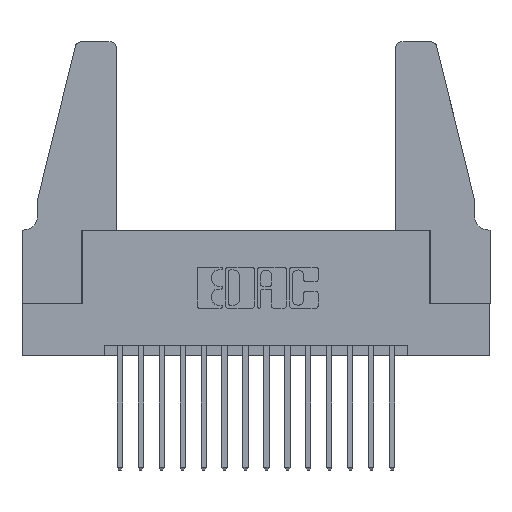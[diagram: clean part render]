
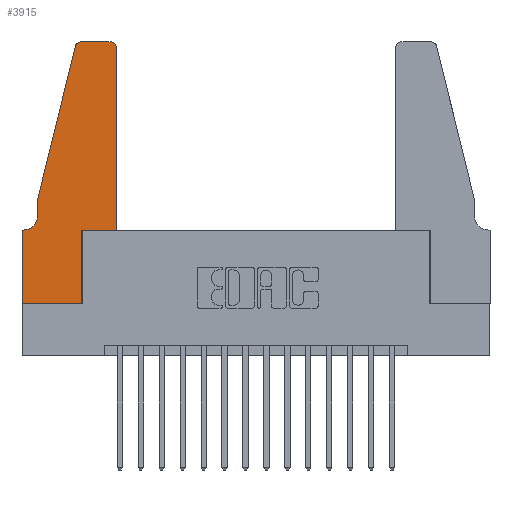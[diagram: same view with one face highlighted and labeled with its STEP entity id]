
A CAD part, top view. The second image highlights one B-rep face of the part: STEP entity #3915.
In plain terms, the highlighted planar face has unit normal (0, 0, 1).
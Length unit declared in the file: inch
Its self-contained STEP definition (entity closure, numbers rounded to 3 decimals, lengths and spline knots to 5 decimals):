
#250 = LINE ( 'NONE', #15082, #2894 ) ;
#262 = EDGE_CURVE ( 'NONE', #6755, #12821, #3700, .T. ) ;
#501 = AXIS2_PLACEMENT_3D ( 'NONE', #12112, #13484, #10721 ) ;
#542 = VERTEX_POINT ( 'NONE', #12118 ) ;
#603 = DIRECTION ( 'NONE',  ( 0., -1., 0. ) ) ;
#819 = EDGE_LOOP ( 'NONE', ( #14633, #15286, #5579, #2589, #4684, #16051, #3650, #6658, #7730, #1426, #15395, #838 ) ) ;
#826 = CARTESIAN_POINT ( 'NONE',  ( 0.0755, 0.5, 0.37 ) ) ;
#838 = ORIENTED_EDGE ( 'NONE', *, *, #16453, .T. ) ;
#1102 = DIRECTION ( 'NONE',  ( 0., 0., -1. ) ) ;
#1220 = DIRECTION ( 'NONE',  ( -1., 0., 0. ) ) ;
#1314 = CARTESIAN_POINT ( 'NONE',  ( 0.0755, 0.42, 0.37 ) ) ;
#1426 = ORIENTED_EDGE ( 'NONE', *, *, #7837, .T. ) ;
#1535 = EDGE_CURVE ( 'NONE', #2657, #2962, #12301, .T. ) ;
#1653 = CARTESIAN_POINT ( 'NONE',  ( 0.2865, 0.35, 0.37 ) ) ;
#1735 = CARTESIAN_POINT ( 'NONE',  ( 0.2865, 0., 0.37 ) ) ;
#1745 = VECTOR ( 'NONE', #12742, 39.37008 ) ;
#1826 = CARTESIAN_POINT ( 'NONE',  ( 0.25487, 1.22718, 0.37 ) ) ;
#1879 = CARTESIAN_POINT ( 'NONE',  ( 0.284, 1.22, 0.37 ) ) ;
#2073 = LINE ( 'NONE', #8279, #15578 ) ;
#2589 = ORIENTED_EDGE ( 'NONE', *, *, #3858, .T. ) ;
#2657 = VERTEX_POINT ( 'NONE', #9932 ) ;
#2671 = CARTESIAN_POINT ( 'NONE',  ( 0.2865, 0.35, 0.37 ) ) ;
#2728 = VERTEX_POINT ( 'NONE', #13679 ) ;
#2894 = VECTOR ( 'NONE', #16308, 39.37008 ) ;
#2962 = VERTEX_POINT ( 'NONE', #4244 ) ;
#3521 = DIRECTION ( 'NONE',  ( 1., 0., 0. ) ) ;
#3549 = CIRCLE ( 'NONE', #13932, 0.03 ) ;
#3650 = ORIENTED_EDGE ( 'NONE', *, *, #1535, .T. ) ;
#3700 = LINE ( 'NONE', #1653, #16822 ) ;
#3858 = EDGE_CURVE ( 'NONE', #12405, #4620, #9315, .T. ) ;
#3915 = ADVANCED_FACE ( 'NONE', ( #15258 ), #7483, .T. ) ;
#4017 = EDGE_CURVE ( 'NONE', #6065, #542, #8692, .T. ) ;
#4181 = CARTESIAN_POINT ( 'NONE',  ( 0.0755, 0.5, 0.37 ) ) ;
#4244 = CARTESIAN_POINT ( 'NONE',  ( 0., 0., 0.37 ) ) ;
#4620 = VERTEX_POINT ( 'NONE', #1314 ) ;
#4640 = CARTESIAN_POINT ( 'NONE',  ( 0., 0., 0.37 ) ) ;
#4684 = ORIENTED_EDGE ( 'NONE', *, *, #16329, .T. ) ;
#4877 = CARTESIAN_POINT ( 'NONE',  ( 0.0055, 0.42, 0.37 ) ) ;
#5232 = AXIS2_PLACEMENT_3D ( 'NONE', #4877, #1102, #1220 ) ;
#5579 = ORIENTED_EDGE ( 'NONE', *, *, #6522, .T. ) ;
#5593 = EDGE_CURVE ( 'NONE', #542, #14376, #3549, .T. ) ;
#5603 = DIRECTION ( 'NONE',  ( 1., 0., 0. ) ) ;
#5999 = DIRECTION ( 'NONE',  ( 1., 0., 0. ) ) ;
#6065 = VERTEX_POINT ( 'NONE', #10490 ) ;
#6522 = EDGE_CURVE ( 'NONE', #14376, #12405, #16171, .T. ) ;
#6658 = ORIENTED_EDGE ( 'NONE', *, *, #11378, .T. ) ;
#6755 = VERTEX_POINT ( 'NONE', #1735 ) ;
#7483 = PLANE ( 'NONE',  #10284 ) ;
#7730 = ORIENTED_EDGE ( 'NONE', *, *, #262, .T. ) ;
#7837 = EDGE_CURVE ( 'NONE', #12821, #8215, #12247, .T. ) ;
#8032 = CIRCLE ( 'NONE', #501, 0.03 ) ;
#8215 = VERTEX_POINT ( 'NONE', #16727 ) ;
#8279 = CARTESIAN_POINT ( 'NONE',  ( 0.0755, 0.35, 0.37 ) ) ;
#8692 = LINE ( 'NONE', #10264, #1745 ) ;
#8794 = VECTOR ( 'NONE', #10441, 39.37008 ) ;
#9159 = CARTESIAN_POINT ( 'NONE',  ( 0.4505, 1.22, 0.37 ) ) ;
#9315 = LINE ( 'NONE', #826, #10753 ) ;
#9864 = DIRECTION ( 'NONE',  ( 0., 0., 1. ) ) ;
#9932 = CARTESIAN_POINT ( 'NONE',  ( 0., 0.35, 0.37 ) ) ;
#10256 = VECTOR ( 'NONE', #13849, 39.37008 ) ;
#10264 = CARTESIAN_POINT ( 'NONE',  ( 0.2605, 1.25, 0.37 ) ) ;
#10284 = AXIS2_PLACEMENT_3D ( 'NONE', #12856, #16738, #3521 ) ;
#10323 = CARTESIAN_POINT ( 'NONE',  ( 0.0755, 0.5, 0.37 ) ) ;
#10441 = DIRECTION ( 'NONE',  ( -0.239, -0.971, 0. ) ) ;
#10490 = CARTESIAN_POINT ( 'NONE',  ( 0.4205, 1.25, 0.37 ) ) ;
#10721 = DIRECTION ( 'NONE',  ( 1., 0., 0. ) ) ;
#10753 = VECTOR ( 'NONE', #603, 39.37008 ) ;
#10764 = EDGE_CURVE ( 'NONE', #8215, #16164, #250, .T. ) ;
#10977 = DIRECTION ( 'NONE',  ( 0., 1., 0. ) ) ;
#11256 = EDGE_CURVE ( 'NONE', #2728, #2657, #2073, .T. ) ;
#11378 = EDGE_CURVE ( 'NONE', #2962, #6755, #13752, .T. ) ;
#12112 = CARTESIAN_POINT ( 'NONE',  ( 0.4205, 1.22, 0.37 ) ) ;
#12118 = CARTESIAN_POINT ( 'NONE',  ( 0.284, 1.25, 0.37 ) ) ;
#12247 = LINE ( 'NONE', #13442, #15719 ) ;
#12301 = LINE ( 'NONE', #15138, #15153 ) ;
#12405 = VERTEX_POINT ( 'NONE', #4181 ) ;
#12514 = DIRECTION ( 'NONE',  ( 0., -1., 0. ) ) ;
#12742 = DIRECTION ( 'NONE',  ( -1., 0., 0. ) ) ;
#12821 = VERTEX_POINT ( 'NONE', #2671 ) ;
#12856 = CARTESIAN_POINT ( 'NONE',  ( 0., 0.35, 0.37 ) ) ;
#13442 = CARTESIAN_POINT ( 'NONE',  ( 0.4505, 0.35, 0.37 ) ) ;
#13484 = DIRECTION ( 'NONE',  ( 0., 0., 1. ) ) ;
#13679 = CARTESIAN_POINT ( 'NONE',  ( 0.0055, 0.35, 0.37 ) ) ;
#13752 = LINE ( 'NONE', #4640, #10256 ) ;
#13849 = DIRECTION ( 'NONE',  ( 1., 0., 0. ) ) ;
#13932 = AXIS2_PLACEMENT_3D ( 'NONE', #1879, #9864, #5999 ) ;
#13941 = DIRECTION ( 'NONE',  ( -1., 0., 0. ) ) ;
#14376 = VERTEX_POINT ( 'NONE', #1826 ) ;
#14633 = ORIENTED_EDGE ( 'NONE', *, *, #4017, .T. ) ;
#15082 = CARTESIAN_POINT ( 'NONE',  ( 0.4505, 0.35, 0.37 ) ) ;
#15138 = CARTESIAN_POINT ( 'NONE',  ( 0., 0., 0.37 ) ) ;
#15153 = VECTOR ( 'NONE', #12514, 39.37008 ) ;
#15258 = FACE_OUTER_BOUND ( 'NONE', #819, .T. ) ;
#15286 = ORIENTED_EDGE ( 'NONE', *, *, #5593, .T. ) ;
#15395 = ORIENTED_EDGE ( 'NONE', *, *, #10764, .T. ) ;
#15578 = VECTOR ( 'NONE', #13941, 39.37008 ) ;
#15719 = VECTOR ( 'NONE', #5603, 39.37008 ) ;
#15824 = CIRCLE ( 'NONE', #5232, 0.07 ) ;
#16051 = ORIENTED_EDGE ( 'NONE', *, *, #11256, .T. ) ;
#16164 = VERTEX_POINT ( 'NONE', #9159 ) ;
#16171 = LINE ( 'NONE', #10323, #8794 ) ;
#16308 = DIRECTION ( 'NONE',  ( 0., 1., 0. ) ) ;
#16329 = EDGE_CURVE ( 'NONE', #4620, #2728, #15824, .T. ) ;
#16453 = EDGE_CURVE ( 'NONE', #16164, #6065, #8032, .T. ) ;
#16727 = CARTESIAN_POINT ( 'NONE',  ( 0.4505, 0.35, 0.37 ) ) ;
#16738 = DIRECTION ( 'NONE',  ( 0., 0., 1. ) ) ;
#16822 = VECTOR ( 'NONE', #10977, 39.37008 ) ;
